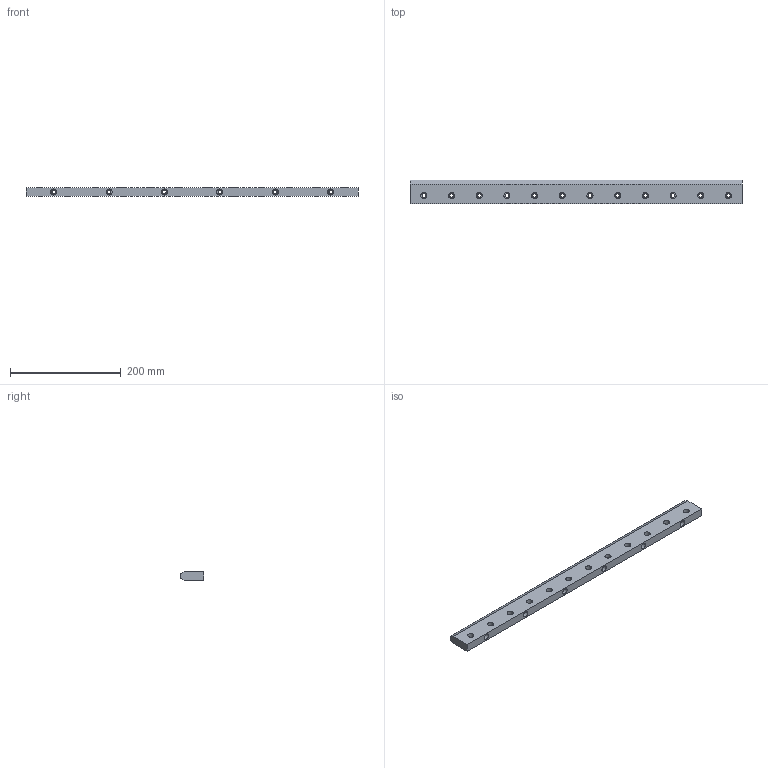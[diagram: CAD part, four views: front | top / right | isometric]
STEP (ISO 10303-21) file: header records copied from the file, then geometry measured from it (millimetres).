
FILE_DESCRIPTION( ( '' ), '1' );
FILE_NAME( 'wuf_20_2_03.stp', '2008-04-10T05:58:53', ( '' ), ( '' ), ' ', ' ', ' ' );
FILE_SCHEMA( ( 'CONFIG_CONTROL_DESIGN' ) );
Length unit declared in the file: millimetre
Products named in the file (1): 1
Bounding box: 599.5 x 42.9 x 15 mm (x, y, z)
Volume: 344018.5 mm3; surface area: 77630 mm2
Topology: 1 solids, 1 shells, 99 faces, 243 edges, 158 vertices
Faces by surface type: cylinder 72, plane 27
Entity records: 3101 total; most frequent: DIRECTION 587, CARTESIAN_POINT 501, ORIENTED_EDGE 486, AXIS2_PLACEMENT_3D 244, EDGE_CURVE 243, VERTEX_POINT 158, EDGE_LOOP 147, CIRCLE 132
